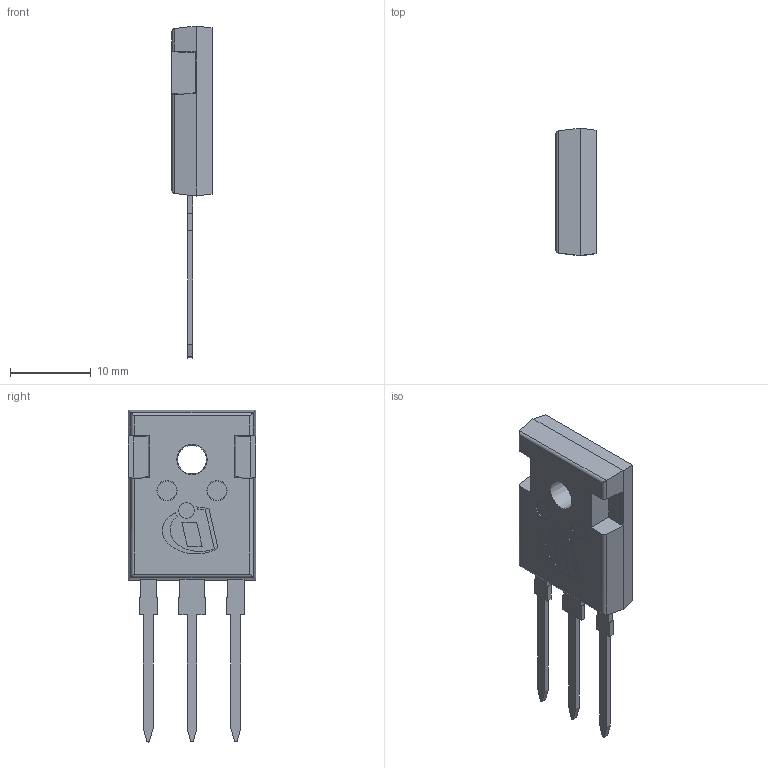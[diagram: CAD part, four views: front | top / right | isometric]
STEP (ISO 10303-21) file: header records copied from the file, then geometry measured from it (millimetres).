
FILE_DESCRIPTION(/* description */ (''),/* implementation_level */ '2;1');
FILE_NAME(/* name */ 'PG-TO247-3-41_Z8B00187718_V04_3D.stp',/* time_stamp */ '2019-11-22T17:23:04+06:00',/* author */ ('janartha'),/* organization */ (''),/* preprocessor_version */ 'ST-DEVELOPER v16.13',/* originating_system */ 'AutoCAD Mechanical',/* authorisation */ '');
FILE_SCHEMA (('AUTOMOTIVE_DESIGN { 1 0 10303 214 3 1 1 }'));
Length unit declared in the file: millimetre
Products named in the file (1): Product
Bounding box: 5.01 x 15.8 x 41.2 mm (x, y, z)
Volume: 1895.5 mm3; surface area: 1869.9 mm2
Topology: 8 solids, 8 shells, 134 faces, 335 edges, 219 vertices
Faces by surface type: plane 96, cylinder 35, torus 2, cone 1
Full cylindrical faces by diameter (mm): 1.918 x1, 2.5 x2, 7.2 x1
Entity records: 3978 total; most frequent: CARTESIAN_POINT 682, DIRECTION 668, ORIENTED_EDGE 656, EDGE_CURVE 328, LINE 258, VECTOR 258, VERTEX_POINT 219, AXIS2_PLACEMENT_3D 205
